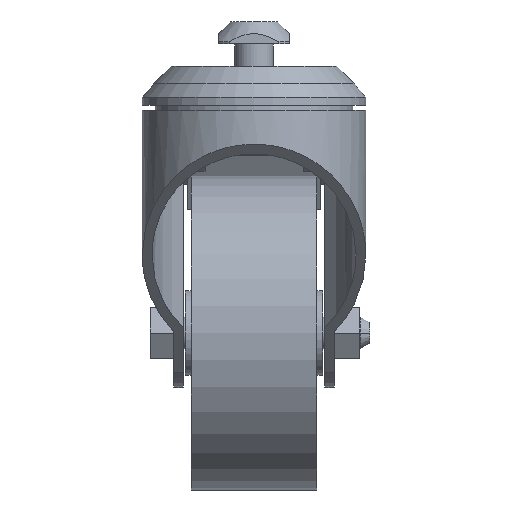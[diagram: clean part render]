
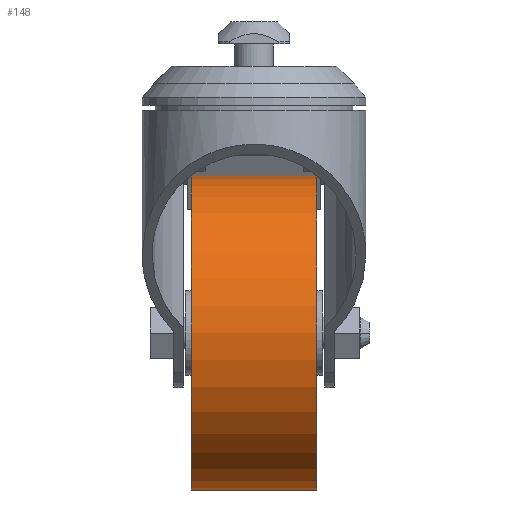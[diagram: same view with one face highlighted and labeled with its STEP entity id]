
A CAD part, left-side view. The second image highlights one B-rep face of the part: STEP entity #148.
In plain terms, the highlighted cylindrical face has radius 40 mm (diameter 80 mm), a partial arc.
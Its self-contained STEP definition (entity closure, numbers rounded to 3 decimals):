
#148=ADVANCED_FACE('',(#412),#413,.T.);
#412=FACE_OUTER_BOUND('',#802,.T.);
#413=CYLINDRICAL_SURFACE('',#803,40.);
#802=EDGE_LOOP('',(#1186,#1187,#1188,#1189));
#803=AXIS2_PLACEMENT_3D('',#1190,#1191,#1192);
#1186=ORIENTED_EDGE('',*,*,#2335,.F.);
#1187=ORIENTED_EDGE('',*,*,#2336,.T.);
#1188=ORIENTED_EDGE('',*,*,#2337,.F.);
#1189=ORIENTED_EDGE('',*,*,#2338,.F.);
#1190=CARTESIAN_POINT('',(40.,0.,-68.));
#1191=DIRECTION('',(0.,-1.0,0.));
#1192=DIRECTION('',(0.,0.,-1.0));
#2335=EDGE_CURVE('',#2787,#2788,#2789,.T.);
#2336=EDGE_CURVE('',#2787,#2790,#2791,.T.);
#2337=EDGE_CURVE('',#2792,#2790,#2793,.T.);
#2338=EDGE_CURVE('',#2788,#2792,#2794,.T.);
#2787=VERTEX_POINT('',#3453);
#2788=VERTEX_POINT('',#3454);
#2789=LINE('',#3455,#3456);
#2790=VERTEX_POINT('',#3457);
#2791=CIRCLE('',#3458,40.);
#2792=VERTEX_POINT('',#3459);
#2793=LINE('',#3460,#3461);
#2794=CIRCLE('',#3462,40.);
#3453=CARTESIAN_POINT('',(40.,-16.,-108.));
#3454=CARTESIAN_POINT('',(40.,16.,-108.));
#3455=CARTESIAN_POINT('',(40.,0.,-108.));
#3456=VECTOR('',#4410,1.0);
#3457=CARTESIAN_POINT('',(40.,-16.,-28.));
#3458=AXIS2_PLACEMENT_3D('',#4411,#4412,#4413);
#3459=CARTESIAN_POINT('',(40.,16.,-28.));
#3460=CARTESIAN_POINT('',(40.,0.,-28.));
#3461=VECTOR('',#4414,1.0);
#3462=AXIS2_PLACEMENT_3D('',#4415,#4416,#4417);
#4410=DIRECTION('',(0.,1.0,0.));
#4411=CARTESIAN_POINT('',(40.,-16.,-68.));
#4412=DIRECTION('',(0.,1.0,0.));
#4413=DIRECTION('',(0.,0.,-1.0));
#4414=DIRECTION('',(0.,-1.0,0.));
#4415=CARTESIAN_POINT('',(40.,16.,-68.));
#4416=DIRECTION('',(0.,1.0,0.));
#4417=DIRECTION('',(0.,0.,-1.0));
